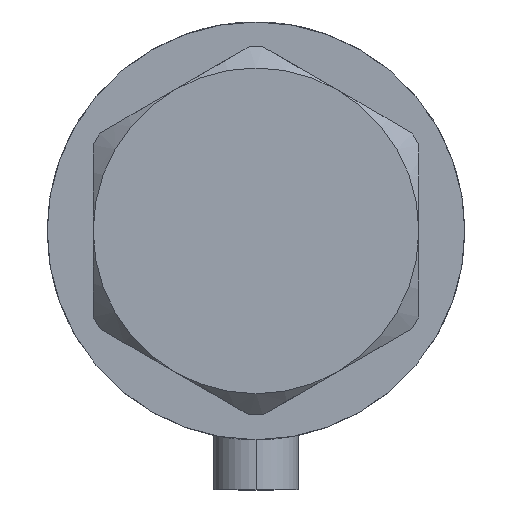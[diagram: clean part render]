
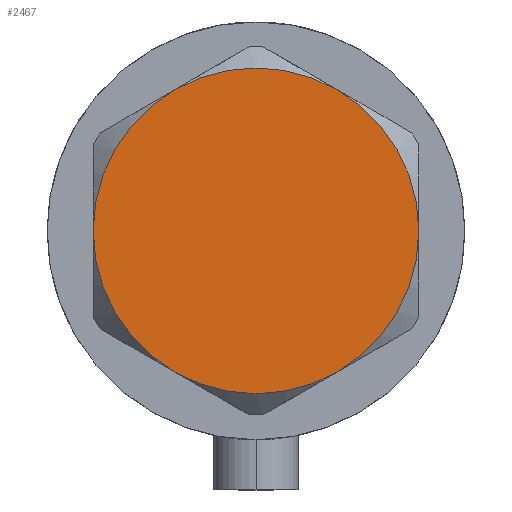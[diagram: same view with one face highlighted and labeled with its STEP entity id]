
A CAD part, left-side view. The second image highlights one B-rep face of the part: STEP entity #2467.
In plain terms, the highlighted face is planar.
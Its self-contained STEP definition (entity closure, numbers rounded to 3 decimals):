
#27 = CIRCLE ( 'NONE', #394, 23. ) ;
#206 = DIRECTION ( 'NONE',  ( 0., 0., 1. ) ) ;
#229 = AXIS2_PLACEMENT_3D ( 'NONE', #561, #1296, #4200 ) ;
#358 = CARTESIAN_POINT ( 'NONE',  ( 0., 0., 13. ) ) ;
#394 = AXIS2_PLACEMENT_3D ( 'NONE', #1550, #2658, #4212 ) ;
#454 = EDGE_CURVE ( 'NONE', #3607, #3280, #4728, .T. ) ;
#494 = EDGE_CURVE ( 'NONE', #811, #3607, #4343, .T. ) ;
#496 = PLANE ( 'NONE',  #1574 ) ;
#561 = CARTESIAN_POINT ( 'NONE',  ( 0., 0., 13. ) ) ;
#580 = DIRECTION ( 'NONE',  ( 0., 0., 1. ) ) ;
#811 = VERTEX_POINT ( 'NONE', #4428 ) ;
#822 = EDGE_CURVE ( 'NONE', #1512, #1923, #4032, .T. ) ;
#871 = EDGE_CURVE ( 'NONE', #2904, #811, #2704, .T. ) ;
#1060 = ORIENTED_EDGE ( 'NONE', *, *, #454, .T. ) ;
#1270 = DIRECTION ( 'NONE',  ( 1., 0., 0. ) ) ;
#1296 = DIRECTION ( 'NONE',  ( 0., 0., 1. ) ) ;
#1447 = CARTESIAN_POINT ( 'NONE',  ( 23., 0., 13. ) ) ;
#1512 = VERTEX_POINT ( 'NONE', #2583 ) ;
#1521 = FACE_OUTER_BOUND ( 'NONE', #3836, .T. ) ;
#1542 = DIRECTION ( 'NONE',  ( 0., 0., 1. ) ) ;
#1543 = CARTESIAN_POINT ( 'NONE',  ( 0., 0., 13. ) ) ;
#1550 = CARTESIAN_POINT ( 'NONE',  ( 0., 0., 13. ) ) ;
#1568 = CARTESIAN_POINT ( 'NONE',  ( -23., 0., 13. ) ) ;
#1574 = AXIS2_PLACEMENT_3D ( 'NONE', #1543, #3759, #4137 ) ;
#1704 = CARTESIAN_POINT ( 'NONE',  ( 0., 0., 13. ) ) ;
#1864 = CIRCLE ( 'NONE', #2183, 23. ) ;
#1923 = VERTEX_POINT ( 'NONE', #2945 ) ;
#2183 = AXIS2_PLACEMENT_3D ( 'NONE', #2373, #580, #1270 ) ;
#2289 = EDGE_CURVE ( 'NONE', #1923, #2904, #27, .T. ) ;
#2373 = CARTESIAN_POINT ( 'NONE',  ( 0., 0., 13. ) ) ;
#2467 = ADVANCED_FACE ( 'NONE', ( #1521 ), #496, .T. ) ;
#2583 = CARTESIAN_POINT ( 'NONE',  ( 11.5, 19.919, 13. ) ) ;
#2635 = AXIS2_PLACEMENT_3D ( 'NONE', #3085, #4300, #3527 ) ;
#2658 = DIRECTION ( 'NONE',  ( 0., 0., 1. ) ) ;
#2704 = CIRCLE ( 'NONE', #229, 23. ) ;
#2904 = VERTEX_POINT ( 'NONE', #1568 ) ;
#2945 = CARTESIAN_POINT ( 'NONE',  ( -11.5, 19.919, 13. ) ) ;
#3085 = CARTESIAN_POINT ( 'NONE',  ( 0., 0., 13. ) ) ;
#3252 = AXIS2_PLACEMENT_3D ( 'NONE', #1704, #206, #4655 ) ;
#3280 = VERTEX_POINT ( 'NONE', #1447 ) ;
#3353 = DIRECTION ( 'NONE',  ( 1., 0., 0. ) ) ;
#3527 = DIRECTION ( 'NONE',  ( 1., 0., 0. ) ) ;
#3592 = ORIENTED_EDGE ( 'NONE', *, *, #494, .T. ) ;
#3607 = VERTEX_POINT ( 'NONE', #4446 ) ;
#3639 = AXIS2_PLACEMENT_3D ( 'NONE', #358, #1542, #3353 ) ;
#3659 = ORIENTED_EDGE ( 'NONE', *, *, #822, .T. ) ;
#3759 = DIRECTION ( 'NONE',  ( 0., 0., 1. ) ) ;
#3836 = EDGE_LOOP ( 'NONE', ( #1060, #4782, #3659, #4093, #4100, #3592 ) ) ;
#4032 = CIRCLE ( 'NONE', #3639, 23. ) ;
#4093 = ORIENTED_EDGE ( 'NONE', *, *, #2289, .T. ) ;
#4100 = ORIENTED_EDGE ( 'NONE', *, *, #871, .T. ) ;
#4137 = DIRECTION ( 'NONE',  ( 1., 0., 0. ) ) ;
#4200 = DIRECTION ( 'NONE',  ( 1., 0., 0. ) ) ;
#4212 = DIRECTION ( 'NONE',  ( 1., 0., 0. ) ) ;
#4300 = DIRECTION ( 'NONE',  ( 0., 0., 1. ) ) ;
#4343 = CIRCLE ( 'NONE', #3252, 23. ) ;
#4428 = CARTESIAN_POINT ( 'NONE',  ( -11.5, -19.919, 13. ) ) ;
#4446 = CARTESIAN_POINT ( 'NONE',  ( 11.5, -19.919, 13. ) ) ;
#4655 = DIRECTION ( 'NONE',  ( 1., 0., 0. ) ) ;
#4687 = EDGE_CURVE ( 'NONE', #3280, #1512, #1864, .T. ) ;
#4728 = CIRCLE ( 'NONE', #2635, 23. ) ;
#4782 = ORIENTED_EDGE ( 'NONE', *, *, #4687, .T. ) ;
